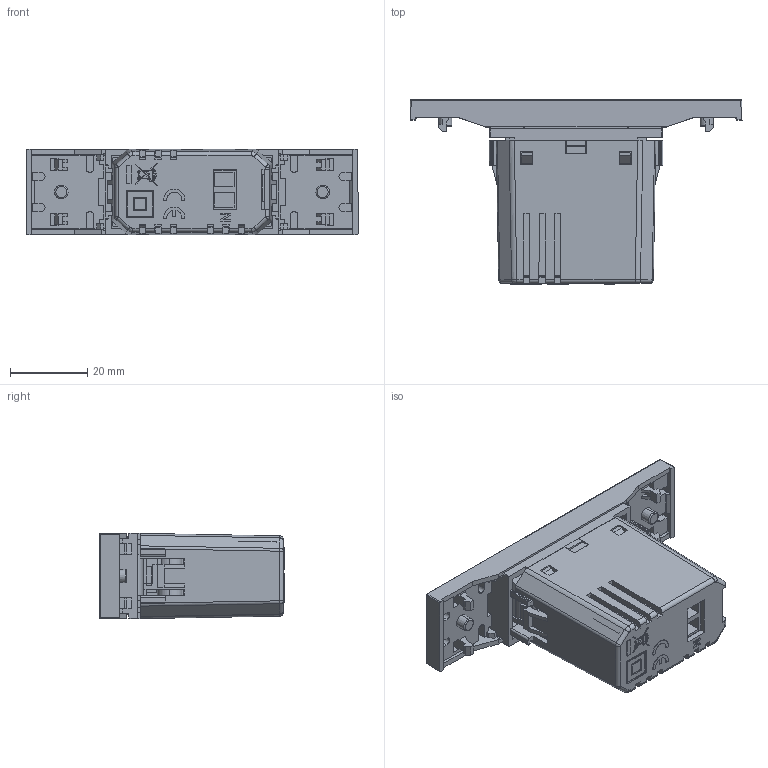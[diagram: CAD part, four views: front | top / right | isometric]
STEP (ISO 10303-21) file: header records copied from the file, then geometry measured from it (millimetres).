
FILE_DESCRIPTION (( 'STEP AP203' ), '1' );
FILE_NAME ('LIVING NOW.STEP', '2024-02-14T10:18:14', ( '' ), ( '' ), 'SwSTEP 2.0', 'SolidWorks 2020', '' );
FILE_SCHEMA (( 'CONFIG_CONTROL_DESIGN' ));
Length unit declared in the file: millimetre
Products named in the file (13): 4BOX-USB-2A+C-PCB____-20221019(2); 4BOX-USB-2C+A____-20221019(2); L-NOW-USB-A+C________-20230215; L-NOW____________-20191214; LIVING NOW; PCB-USB____-____(2); LNOW-2C+A________-20221222-0; LNOW-2C+A________-20221222; 4BOX-USB-A+C-B__PD20W-1-20220224(2); 4BOX-USB-2C+A-LNOW(2); 4BOX-USB-A+C-B__PD20W-20220224(2); 4BOX-2C+A________-20221207(2); ______________-1108(2)
Assembly tree (13 placements, depth 4):
  LIVING NOW
    4BOX-USB-2C+A-LNOW(2)
      4BOX-USB-2C+A____-20221019(2)
        4BOX-USB-2A+C-PCB____-20221019(2)
        PCB-USB____-____(2)
        ______________-1108(2)
        4BOX-USB-A+C-B__PD20W-20220224(2)
        4BOX-USB-A+C-B__PD20W-1-20220224(2)
      4BOX-2C+A________-20221207(2)
      L-NOW-USB-A+C________-20230215
      LNOW-2C+A________-20221222
      LNOW-2C+A________-20221222-0
      L-NOW____________-20191214  x2
Bounding box: 85.73 x 47.6 x 22.2 mm (x, y, z)
Volume: 25619.7 mm3; surface area: 33152.9 mm2
Topology: 11 solids, 11 shells, 1376 faces, 3786 edges, 2449 vertices
Faces by surface type: plane 1002, cylinder 220, bspline 57, torus 42, cone 41, sphere 14
Entity records: 42623 total; most frequent: CARTESIAN_POINT 8664, ORIENTED_EDGE 7098, DIRECTION 6263, EDGE_CURVE 3549, VECTOR 2877, LINE 2877, VERTEX_POINT 2301, AXIS2_PLACEMENT_3D 1693
